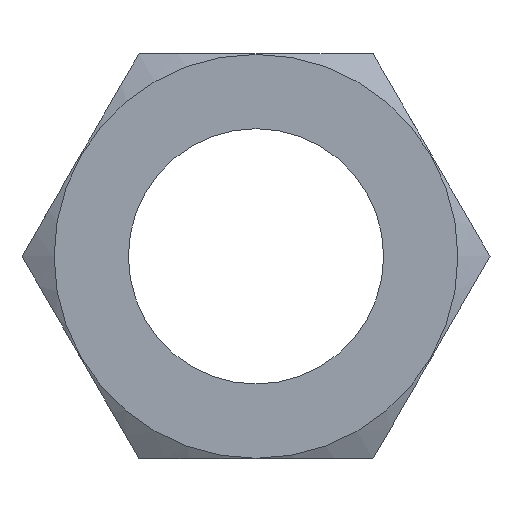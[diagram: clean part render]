
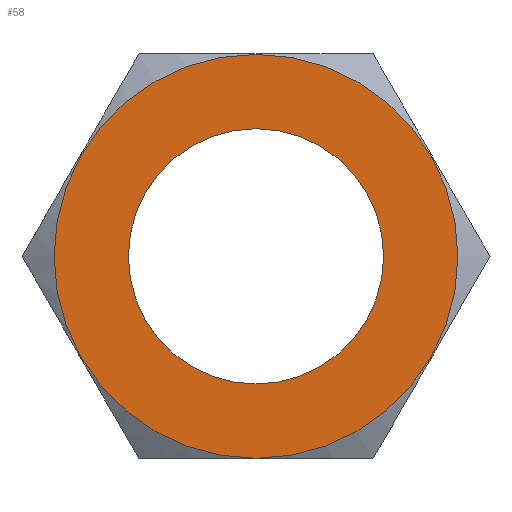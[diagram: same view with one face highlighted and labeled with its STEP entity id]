
A CAD part, front view. The second image highlights one B-rep face of the part: STEP entity #58.
In plain terms, the highlighted planar face has unit normal (0, -1, 0).
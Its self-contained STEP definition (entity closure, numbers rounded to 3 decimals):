
#8 = DIRECTION ( 'NONE',  ( 0., -1., 0. ) ) ;
#14 = EDGE_CURVE ( 'NONE', #112, #303, #180, .T. ) ;
#23 = AXIS2_PLACEMENT_3D ( 'NONE', #167, #8, #157 ) ;
#57 = CARTESIAN_POINT ( 'NONE',  ( 0., -6., -6. ) ) ;
#58 = ADVANCED_FACE ( 'NONE', ( #575, #195 ), #242, .T. ) ;
#64 = AXIS2_PLACEMENT_3D ( 'NONE', #237, #675, #134 ) ;
#76 = DIRECTION ( 'NONE',  ( 0., 0., 1. ) ) ;
#105 = CARTESIAN_POINT ( 'NONE',  ( -9.493, -6., 9.493 ) ) ;
#112 = VERTEX_POINT ( 'NONE', #201 ) ;
#125 = CARTESIAN_POINT ( 'NONE',  ( 0., -6., 0. ) ) ;
#134 = DIRECTION ( 'NONE',  ( 0., 0., 1. ) ) ;
#157 = DIRECTION ( 'NONE',  ( 0., 0., 1. ) ) ;
#167 = CARTESIAN_POINT ( 'NONE',  ( 0., -6., 0. ) ) ;
#180 = CIRCLE ( 'NONE', #64, 9.493 ) ;
#195 = FACE_OUTER_BOUND ( 'NONE', #568, .T. ) ;
#197 = VERTEX_POINT ( 'NONE', #57 ) ;
#199 = EDGE_CURVE ( 'NONE', #197, #222, #626, .T. ) ;
#201 = CARTESIAN_POINT ( 'NONE',  ( 0., -6., -9.493 ) ) ;
#222 = VERTEX_POINT ( 'NONE', #592 ) ;
#231 = DIRECTION ( 'NONE',  ( 0., 0., 1. ) ) ;
#234 = CIRCLE ( 'NONE', #324, 9.493 ) ;
#237 = CARTESIAN_POINT ( 'NONE',  ( 0., -6., 0. ) ) ;
#242 = PLANE ( 'NONE',  #466 ) ;
#248 = DIRECTION ( 'NONE',  ( 0., 0., -1. ) ) ;
#287 = CARTESIAN_POINT ( 'NONE',  ( 0., -6., 0. ) ) ;
#303 = VERTEX_POINT ( 'NONE', #601 ) ;
#324 = AXIS2_PLACEMENT_3D ( 'NONE', #125, #392, #231 ) ;
#350 = EDGE_CURVE ( 'NONE', #303, #112, #234, .T. ) ;
#374 = ORIENTED_EDGE ( 'NONE', *, *, #14, .T. ) ;
#379 = EDGE_CURVE ( 'NONE', #222, #197, #511, .T. ) ;
#392 = DIRECTION ( 'NONE',  ( 0., -1., 0. ) ) ;
#397 = DIRECTION ( 'NONE',  ( 0., -1., 0. ) ) ;
#437 = ORIENTED_EDGE ( 'NONE', *, *, #379, .F. ) ;
#466 = AXIS2_PLACEMENT_3D ( 'NONE', #105, #632, #248 ) ;
#511 = CIRCLE ( 'NONE', #619, 6. ) ;
#514 = EDGE_LOOP ( 'NONE', ( #437, #606 ) ) ;
#568 = EDGE_LOOP ( 'NONE', ( #668, #374 ) ) ;
#575 = FACE_BOUND ( 'NONE', #514, .T. ) ;
#592 = CARTESIAN_POINT ( 'NONE',  ( 0., -6., 6. ) ) ;
#601 = CARTESIAN_POINT ( 'NONE',  ( 0., -6., 9.493 ) ) ;
#606 = ORIENTED_EDGE ( 'NONE', *, *, #199, .F. ) ;
#619 = AXIS2_PLACEMENT_3D ( 'NONE', #287, #397, #76 ) ;
#626 = CIRCLE ( 'NONE', #23, 6. ) ;
#632 = DIRECTION ( 'NONE',  ( 0., -1., 0. ) ) ;
#668 = ORIENTED_EDGE ( 'NONE', *, *, #350, .T. ) ;
#675 = DIRECTION ( 'NONE',  ( 0., -1., 0. ) ) ;
